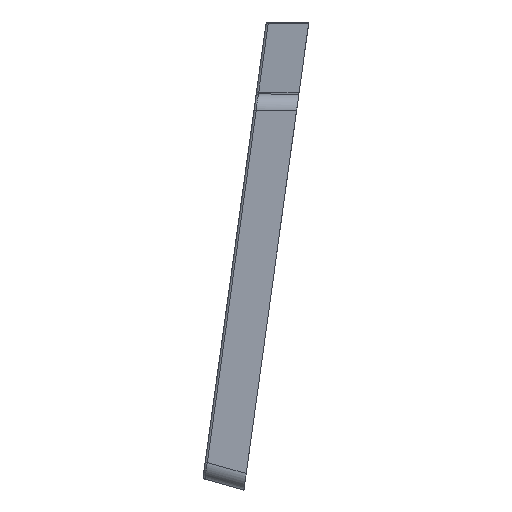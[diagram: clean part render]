
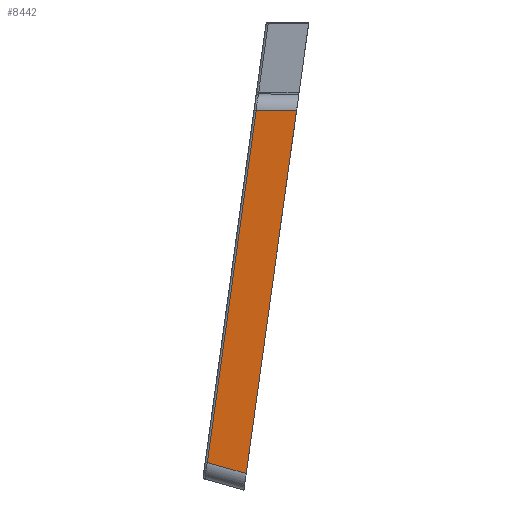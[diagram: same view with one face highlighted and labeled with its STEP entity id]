
A CAD part, left-side view. The second image highlights one B-rep face of the part: STEP entity #8442.
In plain terms, the highlighted face is planar.
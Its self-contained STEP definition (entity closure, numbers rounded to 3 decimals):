
#341=PLANE('',#9299);
#769=FACE_OUTER_BOUND('',#1272,.T.);
#1272=EDGE_LOOP('',(#7537,#7538,#7539,#7540));
#1420=LINE('',#12226,#2232);
#2105=LINE('',#14317,#2917);
#2106=LINE('',#14319,#2918);
#2107=LINE('',#14320,#2919);
#2232=VECTOR('',#9599,10.);
#2917=VECTOR('',#11688,10.);
#2918=VECTOR('',#11689,10.);
#2919=VECTOR('',#11690,10.);
#3482=VERTEX_POINT('',#12223);
#3483=VERTEX_POINT('',#12225);
#4111=VERTEX_POINT('',#14316);
#4112=VERTEX_POINT('',#14318);
#4266=EDGE_CURVE('',#3482,#3483,#1420,.T.);
#5279=EDGE_CURVE('',#4111,#3483,#2105,.T.);
#5280=EDGE_CURVE('',#4112,#3482,#2106,.T.);
#5281=EDGE_CURVE('',#4111,#4112,#2107,.T.);
#7537=ORIENTED_EDGE('',*,*,#5279,.T.);
#7538=ORIENTED_EDGE('',*,*,#4266,.F.);
#7539=ORIENTED_EDGE('',*,*,#5280,.F.);
#7540=ORIENTED_EDGE('',*,*,#5281,.F.);
#8442=ADVANCED_FACE('',(#769),#341,.T.);
#9299=AXIS2_PLACEMENT_3D('',#14315,#11686,#11687);
#9599=DIRECTION('',(0.,1.,0.));
#11686=DIRECTION('center_axis',(-0.991,0.,0.132));
#11687=DIRECTION('ref_axis',(0.132,0.,0.991));
#11688=DIRECTION('',(-0.131,0.131,-0.983));
#11689=DIRECTION('',(-0.131,-0.131,-0.983));
#11690=DIRECTION('',(0.,-1.,0.));
#12223=CARTESIAN_POINT('',(-19.874,-94.448,0.));
#12225=CARTESIAN_POINT('',(-19.874,15.708,0.));
#12226=CARTESIAN_POINT('',(-19.874,-94.448,0.));
#14315=CARTESIAN_POINT('Origin',(-20.721,-100.33,-6.35));
#14316=CARTESIAN_POINT('',(-18.269,14.103,12.039));
#14317=CARTESIAN_POINT('',(-18.269,14.103,12.039));
#14318=CARTESIAN_POINT('',(-18.269,-92.843,12.039));
#14319=CARTESIAN_POINT('',(-18.269,-92.843,12.039));
#14320=CARTESIAN_POINT('',(-18.269,14.103,12.039));
